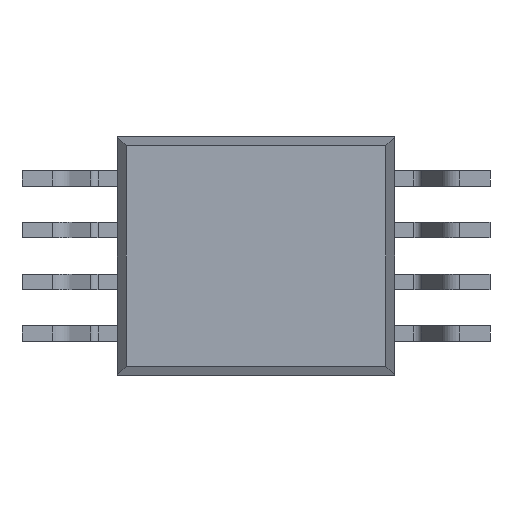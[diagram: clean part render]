
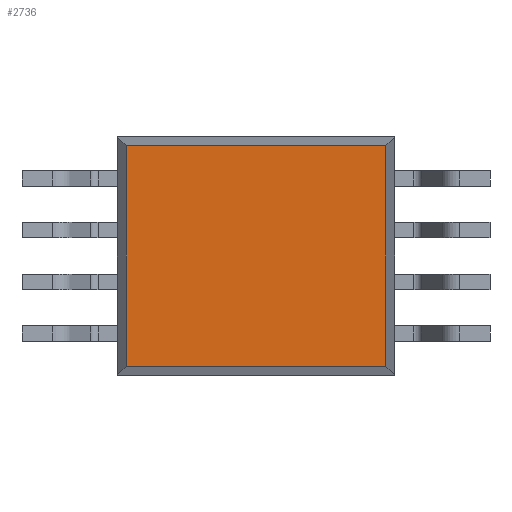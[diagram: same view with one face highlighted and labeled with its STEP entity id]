
A CAD part, front view. The second image highlights one B-rep face of the part: STEP entity #2736.
In plain terms, the highlighted planar face has unit normal (0, -1, 0).
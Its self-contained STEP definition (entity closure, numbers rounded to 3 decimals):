
#130 = EDGE_CURVE ( 'NONE', #607, #2948, #3842, .T. ) ;
#265 = LINE ( 'NONE', #1261, #521 ) ;
#521 = VECTOR ( 'NONE', #1536, 1000. ) ;
#550 = LINE ( 'NONE', #868, #1474 ) ;
#607 = VERTEX_POINT ( 'NONE', #1708 ) ;
#650 = ORIENTED_EDGE ( 'NONE', *, *, #130, .T. ) ;
#693 = FACE_OUTER_BOUND ( 'NONE', #3547, .T. ) ;
#854 = CARTESIAN_POINT ( 'NONE',  ( 3.189, 0.3, -2.71 ) ) ;
#868 = CARTESIAN_POINT ( 'NONE',  ( 3.189, 0.3, -2.925 ) ) ;
#934 = AXIS2_PLACEMENT_3D ( 'NONE', #2303, #1027, #3505 ) ;
#1001 = CARTESIAN_POINT ( 'NONE',  ( -3.404, 0.3, -2.71 ) ) ;
#1027 = DIRECTION ( 'NONE',  ( 0., -1., 0. ) ) ;
#1261 = CARTESIAN_POINT ( 'NONE',  ( 3.404, 0.3, 2.71 ) ) ;
#1403 = VERTEX_POINT ( 'NONE', #4007 ) ;
#1474 = VECTOR ( 'NONE', #1821, 1000. ) ;
#1536 = DIRECTION ( 'NONE',  ( -1., 0., 0. ) ) ;
#1653 = VERTEX_POINT ( 'NONE', #2257 ) ;
#1708 = CARTESIAN_POINT ( 'NONE',  ( -3.189, 0.3, -2.71 ) ) ;
#1821 = DIRECTION ( 'NONE',  ( 0., 0., 1. ) ) ;
#2208 = CARTESIAN_POINT ( 'NONE',  ( -3.189, 0.3, 2.925 ) ) ;
#2257 = CARTESIAN_POINT ( 'NONE',  ( -3.189, 0.3, 2.71 ) ) ;
#2260 = EDGE_CURVE ( 'NONE', #2948, #1403, #550, .T. ) ;
#2303 = CARTESIAN_POINT ( 'NONE',  ( 0., 0.3, 0. ) ) ;
#2305 = DIRECTION ( 'NONE',  ( 1., 0., 0. ) ) ;
#2641 = PLANE ( 'NONE',  #934 ) ;
#2736 = ADVANCED_FACE ( 'NONE', ( #693 ), #2641, .T. ) ;
#2745 = ORIENTED_EDGE ( 'NONE', *, *, #2260, .T. ) ;
#2781 = ORIENTED_EDGE ( 'NONE', *, *, #3549, .T. ) ;
#2948 = VERTEX_POINT ( 'NONE', #854 ) ;
#3125 = LINE ( 'NONE', #2208, #4103 ) ;
#3141 = EDGE_CURVE ( 'NONE', #1403, #1653, #265, .T. ) ;
#3148 = ORIENTED_EDGE ( 'NONE', *, *, #3141, .T. ) ;
#3493 = VECTOR ( 'NONE', #2305, 1000. ) ;
#3505 = DIRECTION ( 'NONE',  ( 0., 0., -1. ) ) ;
#3547 = EDGE_LOOP ( 'NONE', ( #650, #2745, #3148, #2781 ) ) ;
#3549 = EDGE_CURVE ( 'NONE', #1653, #607, #3125, .T. ) ;
#3842 = LINE ( 'NONE', #1001, #3493 ) ;
#4007 = CARTESIAN_POINT ( 'NONE',  ( 3.189, 0.3, 2.71 ) ) ;
#4058 = DIRECTION ( 'NONE',  ( 0., 0., -1. ) ) ;
#4103 = VECTOR ( 'NONE', #4058, 1000. ) ;
